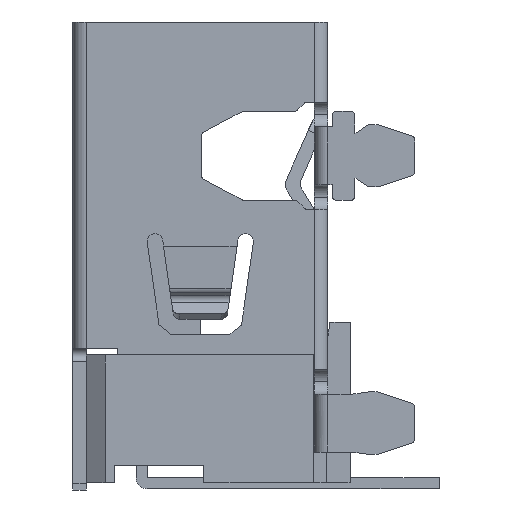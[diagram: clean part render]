
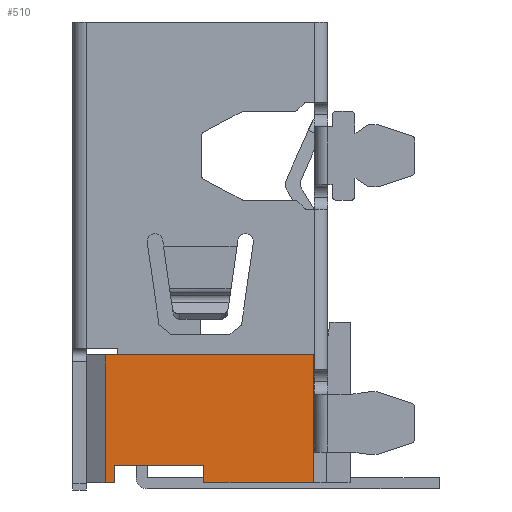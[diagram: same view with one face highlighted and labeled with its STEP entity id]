
A CAD part, left-side view. The second image highlights one B-rep face of the part: STEP entity #510.
In plain terms, the highlighted planar face has unit normal (-1, 0, 0).
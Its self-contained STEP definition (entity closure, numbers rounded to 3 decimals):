
#510 = ADVANCED_FACE ( 'NONE', ( #9507 ), #10813, .F. ) ;
#1143 = VERTEX_POINT ( 'NONE', #12147 ) ;
#1144 = VERTEX_POINT ( 'NONE', #12148 ) ;
#1176 = VERTEX_POINT ( 'NONE', #12180 ) ;
#1181 = VERTEX_POINT ( 'NONE', #12185 ) ;
#1498 = VERTEX_POINT ( 'NONE', #12502 ) ;
#1503 = VERTEX_POINT ( 'NONE', #12507 ) ;
#1511 = VERTEX_POINT ( 'NONE', #12515 ) ;
#1512 = VERTEX_POINT ( 'NONE', #12516 ) ;
#2443 = EDGE_CURVE ( 'NONE', #1143, #1144, #13503, .T. ) ;
#2480 = EDGE_CURVE ( 'NONE', #1176, #1181, #13575, .T. ) ;
#3473 = EDGE_CURVE ( 'NONE', #1143, #1511, #14508, .T. ) ;
#3475 = EDGE_CURVE ( 'NONE', #1498, #1176, #14504, .T. ) ;
#3477 = EDGE_CURVE ( 'NONE', #1512, #1498, #14512, .T. ) ;
#3480 = EDGE_CURVE ( 'NONE', #1512, #1144, #14510, .T. ) ;
#3481 = EDGE_CURVE ( 'NONE', #1511, #1503, #14516, .T. ) ;
#3483 = EDGE_CURVE ( 'NONE', #1181, #1503, #14518, .T. ) ;
#4625 = EDGE_LOOP ( 'NONE', ( #6795, #6796, #6797, #6799, #6800, #6802, #6803, #6805 ) ) ;
#6795 = ORIENTED_EDGE ( 'NONE', *, *, #2480, .F. ) ;
#6796 = ORIENTED_EDGE ( 'NONE', *, *, #3475, .F. ) ;
#6797 = ORIENTED_EDGE ( 'NONE', *, *, #3477, .F. ) ;
#6799 = ORIENTED_EDGE ( 'NONE', *, *, #3480, .T. ) ;
#6800 = ORIENTED_EDGE ( 'NONE', *, *, #2443, .F. ) ;
#6802 = ORIENTED_EDGE ( 'NONE', *, *, #3473, .T. ) ;
#6803 = ORIENTED_EDGE ( 'NONE', *, *, #3481, .T. ) ;
#6805 = ORIENTED_EDGE ( 'NONE', *, *, #3483, .F. ) ;
#9507 = FACE_OUTER_BOUND ( 'NONE', #4625, .T. ) ;
#10314 = AXIS2_PLACEMENT_3D ( 'NONE', #10832, #10833, #10834 ) ;
#10813 = PLANE ( 'NONE',  #10314 ) ;
#10832 = CARTESIAN_POINT ( 'NONE',  ( -7.3, 2.135, -26.105 ) ) ;
#10833 = DIRECTION ( 'NONE',  ( 1., 0., 0. ) ) ;
#10834 = DIRECTION ( 'NONE',  ( 0., 1., 0. ) ) ;
#12147 = CARTESIAN_POINT ( 'NONE',  ( -7.3, -2.54, -10.34 ) ) ;
#12148 = CARTESIAN_POINT ( 'NONE',  ( -7.3, -0.08, -10.34 ) ) ;
#12180 = CARTESIAN_POINT ( 'NONE',  ( -7.3, 1.92, -10.34 ) ) ;
#12185 = CARTESIAN_POINT ( 'NONE',  ( -7.3, 2.135, -10.34 ) ) ;
#12502 = CARTESIAN_POINT ( 'NONE',  ( -7.3, 1.92, -9.94 ) ) ;
#12507 = CARTESIAN_POINT ( 'NONE',  ( -7.3, 2.135, -7.47 ) ) ;
#12515 = CARTESIAN_POINT ( 'NONE',  ( -7.3, -2.54, -7.47 ) ) ;
#12516 = CARTESIAN_POINT ( 'NONE',  ( -7.3, -0.08, -9.94 ) ) ;
#13189 = CARTESIAN_POINT ( 'NONE',  ( -7.3, 2.135, -10.34 ) ) ;
#13190 = DIRECTION ( 'NONE',  ( 0., 1., 0. ) ) ;
#13503 = LINE ( 'NONE', #13189, #13506 ) ;
#13506 = VECTOR ( 'NONE', #13190, 1000. ) ;
#13575 = LINE ( 'NONE', #13843, #13580 ) ;
#13580 = VECTOR ( 'NONE', #13847, 1000. ) ;
#13843 = CARTESIAN_POINT ( 'NONE',  ( -7.3, 2.135, -10.34 ) ) ;
#13847 = DIRECTION ( 'NONE',  ( 0., 1., 0. ) ) ;
#14504 = LINE ( 'NONE', #15094, #14513 ) ;
#14508 = LINE ( 'NONE', #15111, #14511 ) ;
#14510 = LINE ( 'NONE', #15106, #14517 ) ;
#14511 = VECTOR ( 'NONE', #15113, 1000. ) ;
#14512 = LINE ( 'NONE', #15115, #14515 ) ;
#14513 = VECTOR ( 'NONE', #15114, 1000. ) ;
#14515 = VECTOR ( 'NONE', #15117, 1000. ) ;
#14516 = LINE ( 'NONE', #15119, #14519 ) ;
#14517 = VECTOR ( 'NONE', #15118, 1000. ) ;
#14518 = LINE ( 'NONE', #15121, #14521 ) ;
#14519 = VECTOR ( 'NONE', #15120, 1000. ) ;
#14521 = VECTOR ( 'NONE', #15122, 1000. ) ;
#15094 = CARTESIAN_POINT ( 'NONE',  ( -7.3, 1.92, -9.94 ) ) ;
#15106 = CARTESIAN_POINT ( 'NONE',  ( -7.3, -0.08, -9.94 ) ) ;
#15111 = CARTESIAN_POINT ( 'NONE',  ( -7.3, -2.54, -26.105 ) ) ;
#15113 = DIRECTION ( 'NONE',  ( 0., 0., 1. ) ) ;
#15114 = DIRECTION ( 'NONE',  ( 0., 0., -1. ) ) ;
#15115 = CARTESIAN_POINT ( 'NONE',  ( -7.3, 1.92, -9.94 ) ) ;
#15117 = DIRECTION ( 'NONE',  ( 0., 1., 0. ) ) ;
#15118 = DIRECTION ( 'NONE',  ( 0., 0., -1. ) ) ;
#15119 = CARTESIAN_POINT ( 'NONE',  ( -7.3, -2.54, -7.47 ) ) ;
#15120 = DIRECTION ( 'NONE',  ( 0., 1., 0. ) ) ;
#15121 = CARTESIAN_POINT ( 'NONE',  ( -7.3, 2.135, -26.105 ) ) ;
#15122 = DIRECTION ( 'NONE',  ( 0., 0., 1. ) ) ;
